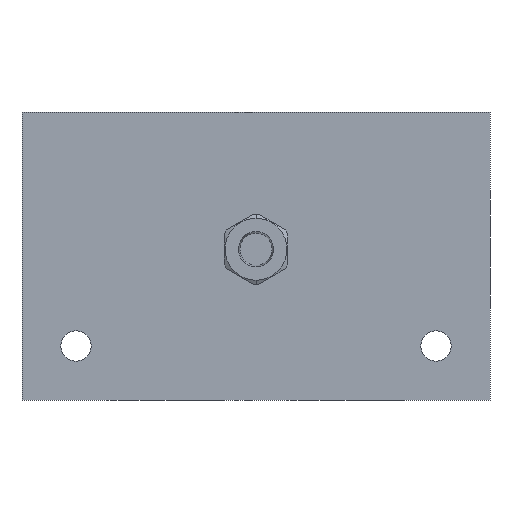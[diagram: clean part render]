
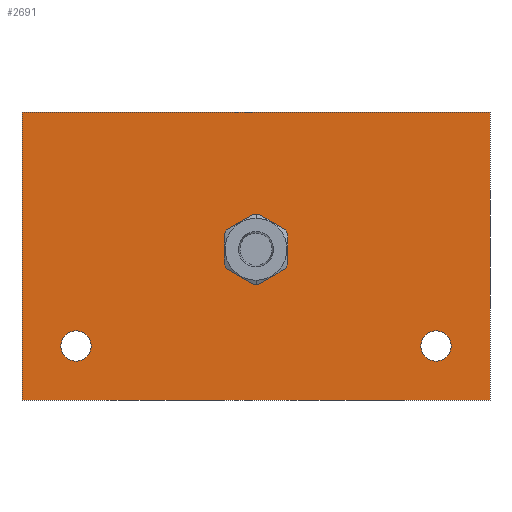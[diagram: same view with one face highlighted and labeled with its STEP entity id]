
A CAD part, left-side view. The second image highlights one B-rep face of the part: STEP entity #2691.
In plain terms, the highlighted planar face has unit normal (-1, 0, 0).
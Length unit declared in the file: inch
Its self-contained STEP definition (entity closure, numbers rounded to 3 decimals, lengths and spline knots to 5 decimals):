
#1=DIRECTION('',(0.,-1.,0.));
#2=VECTOR('',#1,6.5);
#3=CARTESIAN_POINT('',(0.,0.,0.));
#4=LINE('',#3,#2);
#37=DIRECTION('',(0.,0.,1.));
#38=VECTOR('',#37,4.);
#39=CARTESIAN_POINT('',(0.,0.,0.));
#40=LINE('',#39,#38);
#41=CARTESIAN_POINT('',(0.,-3.25,2.094));
#42=DIRECTION('',(1.,0.,0.));
#43=DIRECTION('',(0.,0.,-1.));
#44=AXIS2_PLACEMENT_3D('',#41,#42,#43);
#46=CARTESIAN_POINT('',(0.,-3.25,2.094));
#47=DIRECTION('',(1.,0.,0.));
#48=DIRECTION('',(0.,0.,1.));
#49=AXIS2_PLACEMENT_3D('',#46,#47,#48);
#51=CARTESIAN_POINT('',(0.,-0.75,0.75));
#52=DIRECTION('',(1.,0.,0.));
#53=DIRECTION('',(0.,0.,-1.));
#54=AXIS2_PLACEMENT_3D('',#51,#52,#53);
#56=CARTESIAN_POINT('',(0.,-0.75,0.75));
#57=DIRECTION('',(1.,0.,0.));
#58=DIRECTION('',(0.,0.,1.));
#59=AXIS2_PLACEMENT_3D('',#56,#57,#58);
#61=CARTESIAN_POINT('',(0.,-5.75,0.75));
#62=DIRECTION('',(1.,0.,0.));
#63=DIRECTION('',(0.,0.,-1.));
#64=AXIS2_PLACEMENT_3D('',#61,#62,#63);
#66=CARTESIAN_POINT('',(0.,-5.75,0.75));
#67=DIRECTION('',(1.,0.,0.));
#68=DIRECTION('',(0.,0.,1.));
#69=AXIS2_PLACEMENT_3D('',#66,#67,#68);
#109=DIRECTION('',(0.,0.,1.));
#110=VECTOR('',#109,4.);
#111=CARTESIAN_POINT('',(0.,-6.5,0.));
#112=LINE('',#111,#110);
#123=DIRECTION('',(0.,-1.,0.));
#124=VECTOR('',#123,6.5);
#125=CARTESIAN_POINT('',(0.,0.,4.));
#126=LINE('',#125,#124);
#2281=CARTESIAN_POINT('',(0.,0.,0.));
#2282=CARTESIAN_POINT('',(0.,-6.5,0.));
#2283=VERTEX_POINT('',#2281);
#2284=VERTEX_POINT('',#2282);
#2289=CARTESIAN_POINT('',(0.,0.,4.));
#2290=CARTESIAN_POINT('',(0.,-6.5,4.));
#2291=VERTEX_POINT('',#2289);
#2292=VERTEX_POINT('',#2290);
#2493=CARTESIAN_POINT('',(0.,-3.25,2.5245));
#2494=VERTEX_POINT('',#2493);
#2499=CARTESIAN_POINT('',(0.,-3.25,1.6635));
#2500=VERTEX_POINT('',#2499);
#2513=CARTESIAN_POINT('',(0.,-0.75,0.539));
#2514=CARTESIAN_POINT('',(0.,-0.75,0.961));
#2515=VERTEX_POINT('',#2513);
#2516=VERTEX_POINT('',#2514);
#2521=CARTESIAN_POINT('',(0.,-5.75,0.539));
#2522=CARTESIAN_POINT('',(0.,-5.75,0.961));
#2523=VERTEX_POINT('',#2521);
#2524=VERTEX_POINT('',#2522);
#2659=CARTESIAN_POINT('',(0.,0.,0.));
#2660=DIRECTION('',(-1.,0.,0.));
#2661=DIRECTION('',(0.,-1.,0.));
#2662=AXIS2_PLACEMENT_3D('',#2659,#2660,#2661);
#2663=PLANE('',#2662);
#2664=ORIENTED_EDGE('',*,*,#2636,.F.);
#2666=ORIENTED_EDGE('',*,*,#2665,.T.);
#2668=ORIENTED_EDGE('',*,*,#2667,.T.);
#2670=ORIENTED_EDGE('',*,*,#2669,.F.);
#2671=EDGE_LOOP('',(#2664,#2666,#2668,#2670));
#2672=FACE_OUTER_BOUND('',#2671,.F.);
#2674=ORIENTED_EDGE('',*,*,#2673,.F.);
#2676=ORIENTED_EDGE('',*,*,#2675,.F.);
#2677=EDGE_LOOP('',(#2674,#2676));
#2678=FACE_BOUND('',#2677,.F.);
#2680=ORIENTED_EDGE('',*,*,#2679,.F.);
#2682=ORIENTED_EDGE('',*,*,#2681,.F.);
#2683=EDGE_LOOP('',(#2680,#2682));
#2684=FACE_BOUND('',#2683,.F.);
#2686=ORIENTED_EDGE('',*,*,#2685,.F.);
#2688=ORIENTED_EDGE('',*,*,#2687,.F.);
#2689=EDGE_LOOP('',(#2686,#2688));
#2690=FACE_BOUND('',#2689,.F.);
#2691=ADVANCED_FACE('',(#2672,#2678,#2684,#2690),#2663,.T.);
#45=CIRCLE('',#44,0.4305);
#50=CIRCLE('',#49,0.4305);
#55=CIRCLE('',#54,0.211);
#60=CIRCLE('',#59,0.211);
#65=CIRCLE('',#64,0.211);
#70=CIRCLE('',#69,0.211);
#2636=EDGE_CURVE('',#2283,#2284,#4,.T.);
#2665=EDGE_CURVE('',#2283,#2291,#40,.T.);
#2667=EDGE_CURVE('',#2291,#2292,#126,.T.);
#2669=EDGE_CURVE('',#2284,#2292,#112,.T.);
#2673=EDGE_CURVE('',#2500,#2494,#45,.T.);
#2675=EDGE_CURVE('',#2494,#2500,#50,.T.);
#2679=EDGE_CURVE('',#2515,#2516,#55,.T.);
#2681=EDGE_CURVE('',#2516,#2515,#60,.T.);
#2685=EDGE_CURVE('',#2523,#2524,#65,.T.);
#2687=EDGE_CURVE('',#2524,#2523,#70,.T.);
